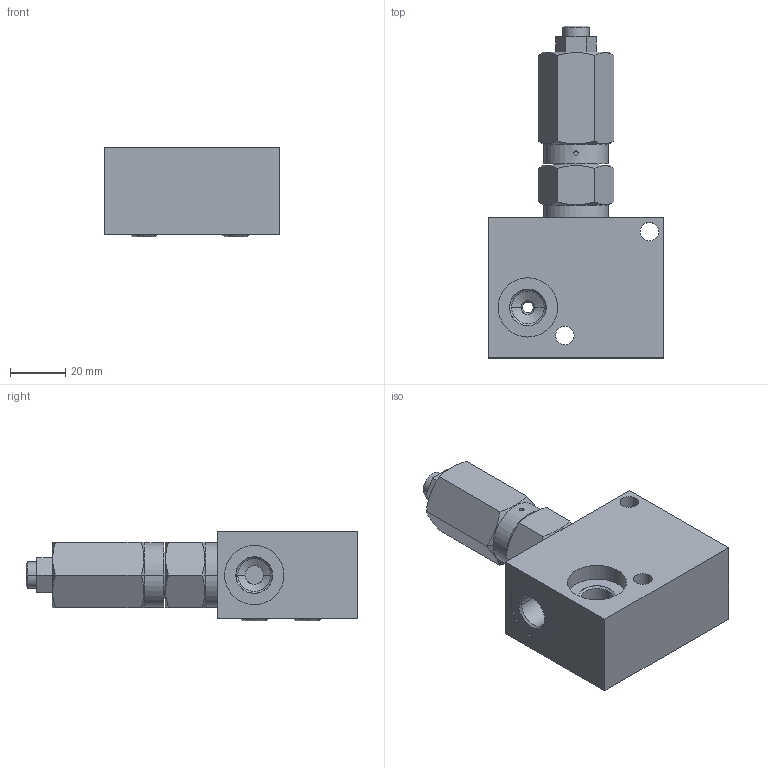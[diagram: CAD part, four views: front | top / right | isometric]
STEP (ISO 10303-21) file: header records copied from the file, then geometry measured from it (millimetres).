
FILE_DESCRIPTION((''),'2;1');
FILE_NAME('ILCML7041200','2013-08-11T',('jdw'),(''),'PRO/ENGINEER BY PARAMETRIC TECHNOLOGY CORPORATION, 2007460','PRO/ENGINEER BY PARAMETRIC TECHNOLOGY CORPORATION, 2007460','');
FILE_SCHEMA(('AUTOMOTIVE_DESIGN_CC2 { 1 2 10303 214 -1 1 5 2 }'));
Length unit declared in the file: millimetre
Products named in the file (1): ILCML7041200
Bounding box: 63.5 x 120.3 x 32.41 mm (x, y, z)
Volume: 119037.2 mm3; surface area: 26201.6 mm2
Topology: 1 solids, 4 shells, 126 faces, 281 edges, 172 vertices
Faces by surface type: plane 46, cylinder 44, cone 32, torus 4
Entity records: 4052 total; most frequent: CARTESIAN_POINT 1070, DIRECTION 611, ORIENTED_EDGE 550, EDGE_CURVE 281, AXIS2_PLACEMENT_3D 243, VERTEX_POINT 172, EDGE_LOOP 151, FACE_OUTER_BOUND 126
